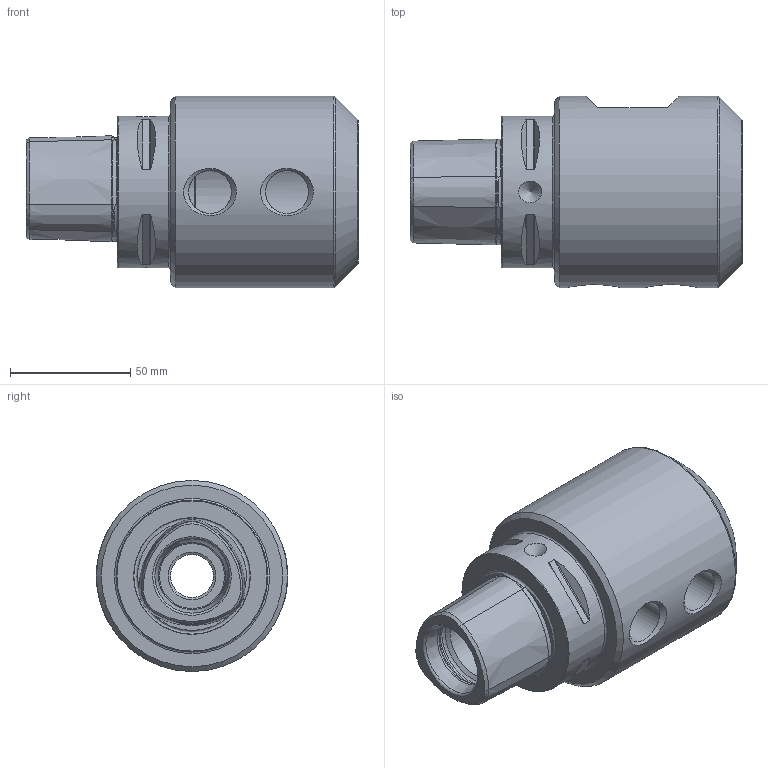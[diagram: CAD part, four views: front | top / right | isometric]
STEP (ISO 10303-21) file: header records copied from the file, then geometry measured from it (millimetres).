
FILE_DESCRIPTION( ( 'Unknown' ), '1' );
FILE_NAME( '280634060-C.stp', 'Unknown', ( 'Unknown' ), ( 'Unknown' ), 'PSStep 15.0.49', 'Unknown', ' ' );
FILE_SCHEMA( ( 'AUTOMOTIVE_DESIGN { 1 0 10303 214 1 1 1 1 }' ) );
Length unit declared in the file: millimetre
Products named in the file (1): 1
Bounding box: 138 x 79.5 x 79.5 mm (x, y, z)
Volume: 357818.3 mm3; surface area: 51719.1 mm2
Topology: 1 solids, 1 shells, 112 faces, 282 edges, 175 vertices
Faces by surface type: cone 58, plane 23, cylinder 22, torus 9
Full cylindrical faces by diameter (mm): 4 x1, 8.1 x2, 17.835 x4, 28 x2, 32 x1, 40 x1, 41 x1, 63 x1, 79.5 x1
Entity records: 4706 total; most frequent: CARTESIAN_POINT 1476, DIRECTION 470, ORIENTED_EDGE 434, EDGE_CURVE 217, AXIS2_PLACEMENT_3D 203, EDGE_LOOP 163, VERTEX_POINT 153, FACE_OUTER_BOUND 135
